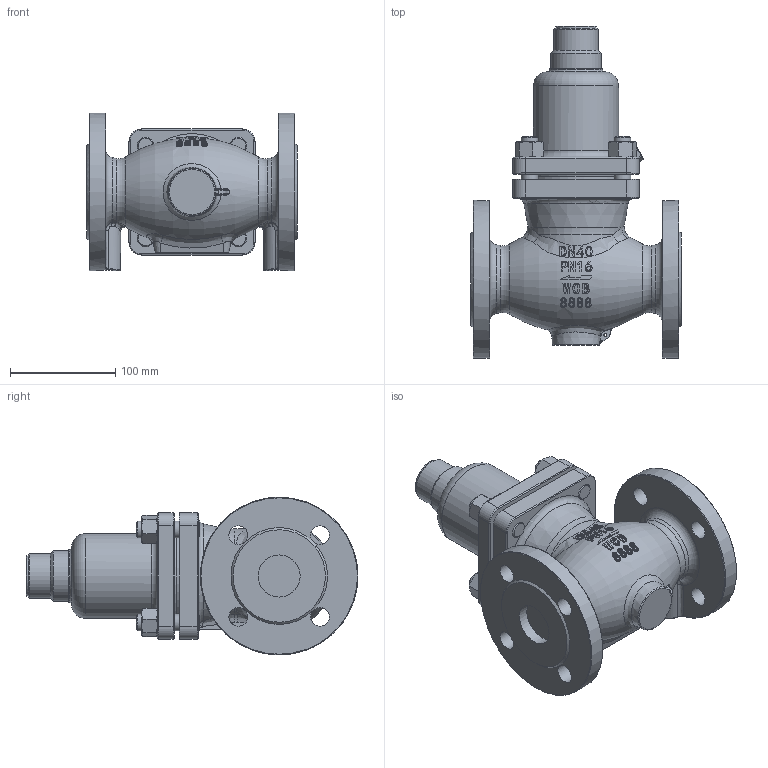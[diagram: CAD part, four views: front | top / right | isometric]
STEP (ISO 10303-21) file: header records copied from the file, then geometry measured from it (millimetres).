
FILE_DESCRIPTION (( 'STEP AP214' ), '1' );
FILE_NAME ('V230YLFYMFTJJGZJ.40.16-40 V230压力阀硬密封调节机构组件0225.STEP', '2025-02-26T05:47:55', ( '' ), ( '' ), 'SwSTEP 2.0', 'SolidWorks 2020', '' );
FILE_SCHEMA (( 'AUTOMOTIVE_DESIGN' ));
Length unit declared in the file: millimetre
Products named in the file (1): V230YLFYMFTJJGZJ.40.16-40 V230压力阀硬密封调节机构组件0225
Bounding box: 200 x 316 x 150 mm (x, y, z)
Volume: 2856883 mm3; surface area: 232722.5 mm2
Topology: 1 solids, 1 shells, 641 faces, 1517 edges, 917 vertices
Faces by surface type: plane 184, bspline 175, cylinder 111, cone 90, torus 73, sphere 8
Full cylindrical faces by diameter (mm): 2 x1, 2.6 x4, 3 x1, 10 x1, 14.7 x4, 16 x12, 18 x14, 18.5 x3, 20 x1, 39 x1, 40 x2, 42 x1, 48 x1, 50 x1, 81 x1, 91.8 x1, 150 x2
Entity records: 40375 total; most frequent: CARTESIAN_POINT 21898, ORIENTED_EDGE 2714, DIRECTION 2042, EDGE_CURVE 1357, AXIS2_PLACEMENT_3D 886, VERTEX_POINT 873, EDGE_LOOP 822, FACE_OUTER_BOUND 709
